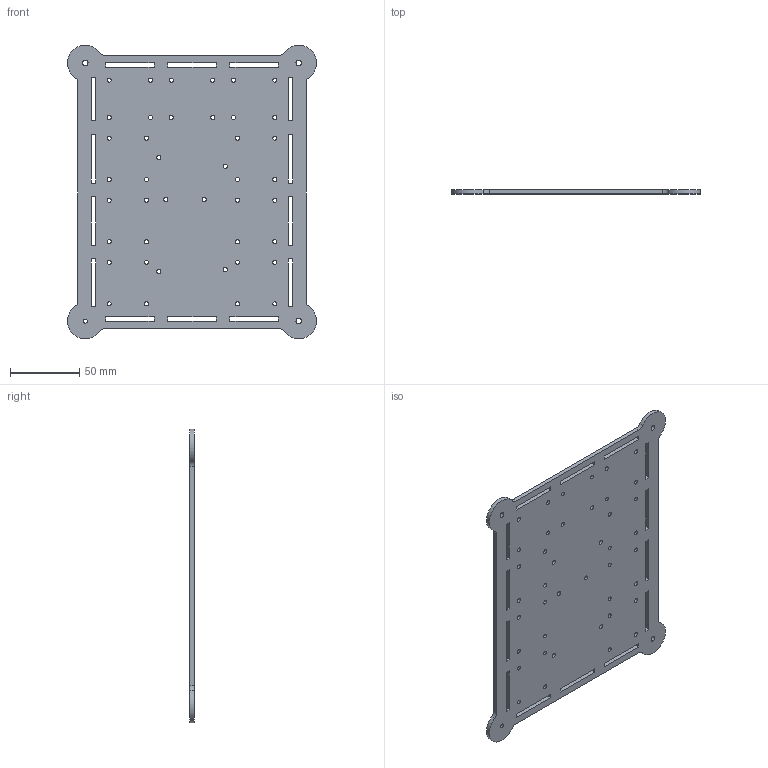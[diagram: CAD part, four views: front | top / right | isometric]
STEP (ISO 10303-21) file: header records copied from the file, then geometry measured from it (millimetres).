
FILE_DESCRIPTION(/* description */ (''),/* implementation_level */ '2;1');
FILE_NAME(/* name */ '9-Arduino + drivers base.step',/* time_stamp */ '2018-10-11T14:17:41+02:00',/* author */ ('Rodrigo HC'),/* organization */ (''),/* preprocessor_version */ 'ST-DEVELOPER v16.1',/* originating_system */ 'Autodesk Inventor 2016',/* authorisation */ '');
FILE_SCHEMA (('AUTOMOTIVE_DESIGN { 1 0 10303 214 3 1 1 }'));
Length unit declared in the file: millimetre
Products named in the file (1): basearduinoDRIVERSwifi
Bounding box: 180.25 x 3 x 212.59 mm (x, y, z)
Volume: 95424.8 mm3; surface area: 70451.1 mm2
Topology: 1 solids, 1 shells, 120 faces, 354 edges, 236 vertices
Faces by surface type: plane 62, cylinder 58
Full cylindrical faces by diameter (mm): 3 x37, 3.175 x6, 4 x3
Entity records: 4068 total; most frequent: DIRECTION 666, CARTESIAN_POINT 665, ORIENTED_EDGE 616, EDGE_CURVE 308, EDGE_LOOP 286, AXIS2_PLACEMENT_3D 237, VERTEX_POINT 236, LINE 192
